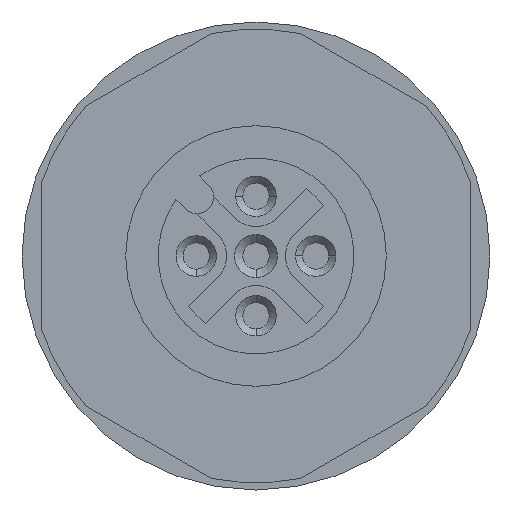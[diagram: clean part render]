
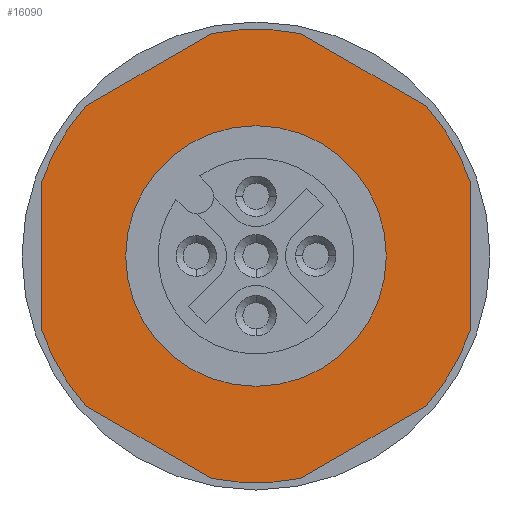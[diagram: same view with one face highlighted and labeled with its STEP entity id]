
A CAD part, front view. The second image highlights one B-rep face of the part: STEP entity #16090.
In plain terms, the highlighted face is planar.
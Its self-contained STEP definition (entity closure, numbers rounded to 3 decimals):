
#14650=CARTESIAN_POINT('',(-12.2,-5.459,0.));
#14660=VERTEX_POINT('',#14650);
#14740=CARTESIAN_POINT('',(-12.2,5.459,0.));
#14750=VERTEX_POINT('',#14740);
#14780=CARTESIAN_POINT('',(-12.2,0.,
0.));
#14790=DIRECTION('',(-1.,0.,0.));
#14800=DIRECTION('',(0.,-1.,0.));
#14810=AXIS2_PLACEMENT_3D('',#14780,#14790,#14800);
#14820=CIRCLE('',#14810,5.459);
#14830=EDGE_CURVE('',#14660,#14750,#14820,.T.);
#14950=CARTESIAN_POINT('',(-12.2,-9.451,9.976));
#14960=DIRECTION('',(-1.,0.,0.));
#14970=DIRECTION('',(0.,1.,0.));
#14980=AXIS2_PLACEMENT_3D('',#14950,#14960,#14970);
#14990=PLANE('',#14980);
#15000=CARTESIAN_POINT('',(-12.2,0.,-10.392));
#15010=DIRECTION('',(0.,-0.866,-0.5));
#15020=VECTOR('',#15010,1.);
#15030=LINE('',#15000,#15020);
#15040=CARTESIAN_POINT('',(-12.2,7.134,-6.274));
#15050=VERTEX_POINT('',#15040);
#15060=CARTESIAN_POINT('',(-12.2,1.866,-9.315));
#15070=VERTEX_POINT('',#15060);
#15080=EDGE_CURVE('',#15050,#15070,#15030,.T.);
#15090=ORIENTED_EDGE('',*,*,#15080,.T.);
#15100=CARTESIAN_POINT('',(-12.2,0.,
0.));
#15110=DIRECTION('',(1.,0.,0.));
#15120=DIRECTION('',(0.,-1.,0.));
#15130=AXIS2_PLACEMENT_3D('',#15100,#15110,#15120);
#15140=CIRCLE('',#15130,9.5);
#15150=CARTESIAN_POINT('',(-12.2,9.,-3.041));
#15160=VERTEX_POINT('',#15150);
#15170=EDGE_CURVE('',#15050,#15160,#15140,.T.);
#15180=ORIENTED_EDGE('',*,*,#15170,.F.);
#15190=CARTESIAN_POINT('',(-12.2,9.,0.));
#15200=DIRECTION('',(0.,0.,-1.));
#15210=VECTOR('',#15200,1.);
#15220=LINE('',#15190,#15210);
#15230=CARTESIAN_POINT('',(-12.2,9.,3.041));
#15240=VERTEX_POINT('',#15230);
#15250=EDGE_CURVE('',#15240,#15160,#15220,.T.);
#15260=ORIENTED_EDGE('',*,*,#15250,.T.);
#15270=CARTESIAN_POINT('',(-12.2,0.,
0.));
#15280=DIRECTION('',(1.,0.,0.));
#15290=DIRECTION('',(0.,-1.,0.));
#15300=AXIS2_PLACEMENT_3D('',#15270,#15280,#15290);
#15310=CIRCLE('',#15300,9.5);
#15320=CARTESIAN_POINT('',(-12.2,7.134,6.274));
#15330=VERTEX_POINT('',#15320);
#15340=EDGE_CURVE('',#15240,#15330,#15310,.T.);
#15350=ORIENTED_EDGE('',*,*,#15340,.F.);
#15360=CARTESIAN_POINT('',(-12.2,0.,10.392));
#15370=DIRECTION('',(0.,0.866,-0.5));
#15380=VECTOR('',#15370,1.);
#15390=LINE('',#15360,#15380);
#15400=CARTESIAN_POINT('',(-12.2,1.866,9.315));
#15410=VERTEX_POINT('',#15400);
#15420=EDGE_CURVE('',#15410,#15330,#15390,.T.);
#15430=ORIENTED_EDGE('',*,*,#15420,.T.);
#15440=CARTESIAN_POINT('',(-12.2,0.,
0.));
#15450=DIRECTION('',(1.,0.,0.));
#15460=DIRECTION('',(0.,-1.,0.));
#15470=AXIS2_PLACEMENT_3D('',#15440,#15450,#15460);
#15480=CIRCLE('',#15470,9.5);
#15490=CARTESIAN_POINT('',(-12.2,-1.866,9.315));
#15500=VERTEX_POINT('',#15490);
#15510=EDGE_CURVE('',#15410,#15500,#15480,.T.);
#15520=ORIENTED_EDGE('',*,*,#15510,.F.);
#15530=CARTESIAN_POINT('',(-12.2,0.,10.392));
#15540=DIRECTION('',(0.,0.866,0.5));
#15550=VECTOR('',#15540,1.);
#15560=LINE('',#15530,#15550);
#15570=CARTESIAN_POINT('',(-12.2,-7.134,6.274));
#15580=VERTEX_POINT('',#15570);
#15590=EDGE_CURVE('',#15580,#15500,#15560,.T.);
#15600=ORIENTED_EDGE('',*,*,#15590,.T.);
#15610=CARTESIAN_POINT('',(-12.2,0.,
0.));
#15620=DIRECTION('',(1.,0.,0.));
#15630=DIRECTION('',(0.,-1.,0.));
#15640=AXIS2_PLACEMENT_3D('',#15610,#15620,#15630);
#15650=CIRCLE('',#15640,9.5);
#15660=CARTESIAN_POINT('',(-12.2,-9.,3.041));
#15670=VERTEX_POINT('',#15660);
#15680=EDGE_CURVE('',#15580,#15670,#15650,.T.);
#15690=ORIENTED_EDGE('',*,*,#15680,.F.);
#15700=CARTESIAN_POINT('',(-12.2,-9.,0.));
#15710=DIRECTION('',(0.,0.,1.));
#15720=VECTOR('',#15710,1.);
#15730=LINE('',#15700,#15720);
#15740=CARTESIAN_POINT('',(-12.2,-9.,-3.041));
#15750=VERTEX_POINT('',#15740);
#15760=EDGE_CURVE('',#15750,#15670,#15730,.T.);
#15770=ORIENTED_EDGE('',*,*,#15760,.T.);
#15780=CARTESIAN_POINT('',(-12.2,0.,
0.));
#15790=DIRECTION('',(1.,0.,0.));
#15800=DIRECTION('',(0.,-1.,0.));
#15810=AXIS2_PLACEMENT_3D('',#15780,#15790,#15800);
#15820=CIRCLE('',#15810,9.5);
#15830=CARTESIAN_POINT('',(-12.2,-7.134,-6.274));
#15840=VERTEX_POINT('',#15830);
#15850=EDGE_CURVE('',#15750,#15840,#15820,.T.);
#15860=ORIENTED_EDGE('',*,*,#15850,.F.);
#15870=CARTESIAN_POINT('',(-12.2,0.,-10.392));
#15880=DIRECTION('',(0.,-0.866,0.5));
#15890=VECTOR('',#15880,1.);
#15900=LINE('',#15870,#15890);
#15910=CARTESIAN_POINT('',(-12.2,-1.866,-9.315));
#15920=VERTEX_POINT('',#15910);
#15930=EDGE_CURVE('',#15920,#15840,#15900,.T.);
#15940=ORIENTED_EDGE('',*,*,#15930,.T.);
#15950=CARTESIAN_POINT('',(-12.2,0.,
0.));
#15960=DIRECTION('',(1.,0.,0.));
#15970=DIRECTION('',(0.,-1.,0.));
#15980=AXIS2_PLACEMENT_3D('',#15950,#15960,#15970);
#15990=CIRCLE('',#15980,9.5);
#16000=EDGE_CURVE('',#15920,#15070,#15990,.T.);
#16010=ORIENTED_EDGE('',*,*,#16000,.F.);
#16020=EDGE_LOOP('',(#16010,#15940,#15860,#15770,#15690,#15600,#15520,
#15430,#15350,#15260,#15180,#15090));
#16030=FACE_OUTER_BOUND('',#16020,.T.);
#16040=EDGE_CURVE('',#14750,#14660,#14820,.T.);
#16050=ORIENTED_EDGE('',*,*,#16040,.F.);
#16060=ORIENTED_EDGE('',*,*,#14830,.F.);
#16070=EDGE_LOOP('',(#16060,#16050));
#16080=FACE_BOUND('',#16070,.T.);
#16090=ADVANCED_FACE('',(#16030,#16080),#14990,.T.);
